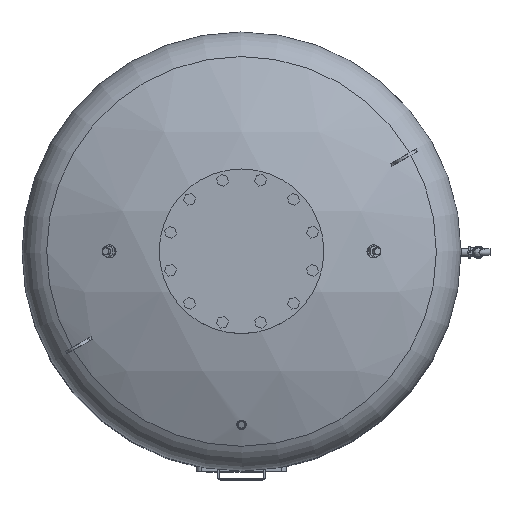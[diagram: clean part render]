
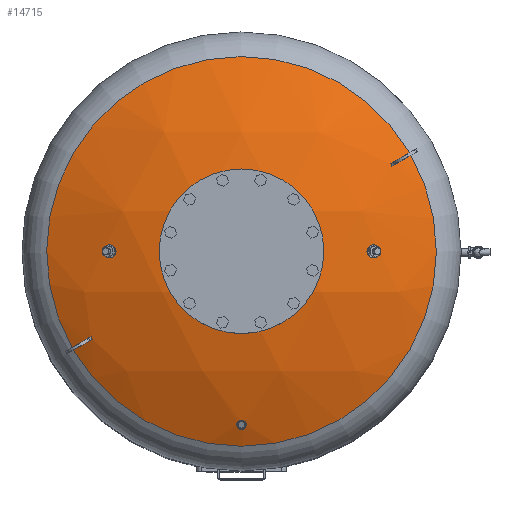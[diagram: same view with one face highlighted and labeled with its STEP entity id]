
A CAD part, top view. The second image highlights one B-rep face of the part: STEP entity #14715.
In plain terms, the highlighted spherical face has radius 1006 mm.
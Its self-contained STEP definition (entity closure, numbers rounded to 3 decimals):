
#40=SPHERICAL_SURFACE($,#15903,1006.);
#64=B_SPLINE_CURVE_WITH_KNOTS($,3,(#23247,#23248,#23249,#23250,#23251,#23252,
#23253,#23254,#23255,#23256,#23257,#23258,#23259,#23260,#23261,#23262,#23263,
#23264,#23265,#23266,#23267,#23268,#23269,#23270,#23271,#23272,#23273,#23274,
#23275,#23276,#23277,#23278,#23279,#23280,#23281,#23282,#23283,#23284,#23285,
#23286,#23287,#23288,#23289,#23290,#23291,#23292,#23293,#23294,#23295,#23296,
#23297,#23298,#23299,#23300,#23301,#23302,#23303,#23304,#23305,#23306,#23307,
#23308,#23309,#23310,#23311,#23312),.UNSPECIFIED.,.T.,.F.,(4,2,2,2,2,2,
2,2,2,2,2,2,2,2,2,2,2,2,2,2,2,2,2,2,2,2,2,2,2,2,2,2,4),(0.,1.998,
3.995,5.993,7.991,10.183,12.375,
14.566,16.758,18.949,21.139,23.33,
25.52,27.518,29.516,31.513,33.511,
35.508,37.506,39.503,41.501,43.692,
45.882,48.073,50.263,52.455,54.647,
56.839,59.03,61.028,63.026,65.024,
67.021),.UNSPECIFIED.);
#256=FACE_BOUND($,#2625,.T.);
#707=CIRCLE($,#15900,443.778);
#708=CIRCLE($,#15901,443.778);
#709=CIRCLE($,#15904,1005.996);
#710=CIRCLE($,#15905,1005.996);
#711=CIRCLE($,#15906,997.22);
#712=CIRCLE($,#15907,1005.996);
#713=CIRCLE($,#15908,1005.996);
#714=CIRCLE($,#15909,997.22);
#1608=FACE_OUTER_BOUND($,#2624,.T.);
#2624=EDGE_LOOP($,(#11713,#11714,#11715,#11716,#11717,#11718,#11719,#11720));
#2625=EDGE_LOOP($,(#11721));
#6929=VERTEX_POINT($,#23111);
#6932=VERTEX_POINT($,#23129);
#6933=VERTEX_POINT($,#23138);
#6936=VERTEX_POINT($,#23157);
#6938=VERTEX_POINT($,#23236);
#6939=VERTEX_POINT($,#23238);
#6940=VERTEX_POINT($,#23240);
#6941=VERTEX_POINT($,#23243);
#6942=VERTEX_POINT($,#23246);
#8654=EDGE_CURVE($,#6932,#6933,#707,.T.);
#8658=EDGE_CURVE($,#6936,#6929,#708,.T.);
#8660=EDGE_CURVE($,#6938,#6929,#709,.T.);
#8661=EDGE_CURVE($,#6936,#6939,#710,.T.);
#8662=EDGE_CURVE($,#6939,#6940,#711,.T.);
#8663=EDGE_CURVE($,#6940,#6933,#712,.T.);
#8664=EDGE_CURVE($,#6932,#6941,#713,.T.);
#8665=EDGE_CURVE($,#6941,#6938,#714,.T.);
#8666=EDGE_CURVE($,#6942,#6942,#64,.T.);
#11713=ORIENTED_EDGE($,*,*,#8660,.T.);
#11714=ORIENTED_EDGE($,*,*,#8658,.F.);
#11715=ORIENTED_EDGE($,*,*,#8661,.T.);
#11716=ORIENTED_EDGE($,*,*,#8662,.T.);
#11717=ORIENTED_EDGE($,*,*,#8663,.T.);
#11718=ORIENTED_EDGE($,*,*,#8654,.F.);
#11719=ORIENTED_EDGE($,*,*,#8664,.T.);
#11720=ORIENTED_EDGE($,*,*,#8665,.T.);
#11721=ORIENTED_EDGE($,*,*,#8666,.F.);
#14715=ADVANCED_FACE($,(#1608,#256),#40,.T.);
#15900=AXIS2_PLACEMENT_3D($,#23139,#18783,#18784);
#15901=AXIS2_PLACEMENT_3D($,#23166,#18785,#18786);
#15903=AXIS2_PLACEMENT_3D($,#23235,#18789,#18790);
#15904=AXIS2_PLACEMENT_3D($,#23237,#18791,#18792);
#15905=AXIS2_PLACEMENT_3D($,#23239,#18793,#18794);
#15906=AXIS2_PLACEMENT_3D($,#23241,#18795,#18796);
#15907=AXIS2_PLACEMENT_3D($,#23242,#18797,#18798);
#15908=AXIS2_PLACEMENT_3D($,#23244,#18799,#18800);
#15909=AXIS2_PLACEMENT_3D($,#23245,#18801,#18802);
#18783=DIRECTION('center_axis',(0.,0.,
-1.));
#18784=DIRECTION('ref_axis',(1.,0.,0.));
#18785=DIRECTION('center_axis',(0.,0.,
-1.));
#18786=DIRECTION('ref_axis',(1.,0.,0.));
#18789=DIRECTION('center_axis',(0.,-1.,0.));
#18790=DIRECTION('ref_axis',(-1.,0.,0.));
#18791=DIRECTION('center_axis',(0.5,-0.866,0.));
#18792=DIRECTION('ref_axis',(0.,0.,1.));
#18793=DIRECTION('center_axis',(0.5,-0.866,0.));
#18794=DIRECTION('ref_axis',(0.,0.,1.));
#18795=DIRECTION('center_axis',(-0.835,-0.482,0.267));
#18796=DIRECTION('ref_axis',(0.,0.485,0.875));
#18797=DIRECTION('center_axis',(-0.5,0.866,0.));
#18798=DIRECTION('ref_axis',(0.,0.,-1.));
#18799=DIRECTION('center_axis',(-0.5,0.866,0.));
#18800=DIRECTION('ref_axis',(0.,0.,-1.));
#18801=DIRECTION('center_axis',(0.835,0.482,0.267));
#18802=DIRECTION('ref_axis',(0.,0.485,-0.875));
#23111=CARTESIAN_POINT('',(-382.814,-224.482,1866.827));
#23129=CARTESIAN_POINT('',(-385.814,-219.286,1866.827));
#23138=CARTESIAN_POINT('',(382.814,224.482,1866.827));
#23139=CARTESIAN_POINT('Origin',(0.,0.,
1866.827));
#23157=CARTESIAN_POINT('',(385.814,219.286,1866.827));
#23166=CARTESIAN_POINT('Origin',(0.,0.,
1866.827));
#23235=CARTESIAN_POINT('Origin',(0.,0.,
964.));
#23236=CARTESIAN_POINT('',(-339.752,-199.62,1889.611));
#23237=CARTESIAN_POINT('Origin',(1.5,-2.598,964.));
#23238=CARTESIAN_POINT('',(342.752,194.424,1889.611));
#23239=CARTESIAN_POINT('Origin',(1.5,-2.598,964.));
#23240=CARTESIAN_POINT('',(339.752,199.62,1889.611));
#23241=CARTESIAN_POINT('Origin',(110.683,63.903,928.593));
#23242=CARTESIAN_POINT('Origin',(-1.5,2.598,964.));
#23243=CARTESIAN_POINT('',(-342.752,-194.424,1889.611));
#23244=CARTESIAN_POINT('Origin',(-1.5,2.598,964.));
#23245=CARTESIAN_POINT('Origin',(-110.683,-63.903,928.593));
#23246=CARTESIAN_POINT('',(0.,-405.65,1884.589));
#23247=CARTESIAN_POINT('Ctrl Pts',(0.,-405.65,1884.589));
#23248=CARTESIAN_POINT('Ctrl Pts',(0.666,-405.65,1884.589));
#23249=CARTESIAN_POINT('Ctrl Pts',(1.353,-405.586,1884.616));
#23250=CARTESIAN_POINT('Ctrl Pts',(2.714,-405.322,1884.73));
#23251=CARTESIAN_POINT('Ctrl Pts',(3.388,-405.121,1884.816));
#23252=CARTESIAN_POINT('Ctrl Pts',(4.677,-404.593,1885.042));
#23253=CARTESIAN_POINT('Ctrl Pts',(5.293,-404.267,1885.182));
#23254=CARTESIAN_POINT('Ctrl Pts',(6.428,-403.519,1885.503));
#23255=CARTESIAN_POINT('Ctrl Pts',(6.947,-403.098,1885.683));
#23256=CARTESIAN_POINT('Ctrl Pts',(7.909,-402.167,1886.082));
#23257=CARTESIAN_POINT('Ctrl Pts',(8.375,-401.618,1886.317));
#23258=CARTESIAN_POINT('Ctrl Pts',(9.192,-400.427,1886.827));
#23259=CARTESIAN_POINT('Ctrl Pts',(9.542,-399.785,1887.102));
#23260=CARTESIAN_POINT('Ctrl Pts',(10.101,-398.451,1887.673));
#23261=CARTESIAN_POINT('Ctrl Pts',(10.311,-397.758,1887.969));
#23262=CARTESIAN_POINT('Ctrl Pts',(10.585,-396.368,1888.563));
#23263=CARTESIAN_POINT('Ctrl Pts',(10.65,-395.672,1888.86));
#23264=CARTESIAN_POINT('Ctrl Pts',(10.65,-394.328,1889.434));
#23265=CARTESIAN_POINT('Ctrl Pts',(10.586,-393.632,1889.731));
#23266=CARTESIAN_POINT('Ctrl Pts',(10.311,-392.243,1890.324));
#23267=CARTESIAN_POINT('Ctrl Pts',(10.102,-391.55,1890.619));
#23268=CARTESIAN_POINT('Ctrl Pts',(9.542,-390.216,1891.188));
#23269=CARTESIAN_POINT('Ctrl Pts',(9.193,-389.574,1891.461));
#23270=CARTESIAN_POINT('Ctrl Pts',(8.376,-388.383,1891.968));
#23271=CARTESIAN_POINT('Ctrl Pts',(7.91,-387.834,1892.202));
#23272=CARTESIAN_POINT('Ctrl Pts',(6.948,-386.903,1892.598));
#23273=CARTESIAN_POINT('Ctrl Pts',(6.428,-386.482,1892.777));
#23274=CARTESIAN_POINT('Ctrl Pts',(5.293,-385.734,1893.095));
#23275=CARTESIAN_POINT('Ctrl Pts',(4.677,-385.407,1893.234));
#23276=CARTESIAN_POINT('Ctrl Pts',(3.388,-384.879,1893.458));
#23277=CARTESIAN_POINT('Ctrl Pts',(2.714,-384.678,1893.544));
#23278=CARTESIAN_POINT('Ctrl Pts',(1.352,-384.413,1893.656));
#23279=CARTESIAN_POINT('Ctrl Pts',(0.666,-384.35,1893.683));
#23280=CARTESIAN_POINT('Ctrl Pts',(-0.666,-384.35,1893.683));
#23281=CARTESIAN_POINT('Ctrl Pts',(-1.352,-384.413,
1893.656));
#23282=CARTESIAN_POINT('Ctrl Pts',(-2.714,-384.678,
1893.544));
#23283=CARTESIAN_POINT('Ctrl Pts',(-3.388,-384.879,
1893.458));
#23284=CARTESIAN_POINT('Ctrl Pts',(-4.677,-385.407,
1893.234));
#23285=CARTESIAN_POINT('Ctrl Pts',(-5.293,-385.734,
1893.095));
#23286=CARTESIAN_POINT('Ctrl Pts',(-6.428,-386.482,
1892.777));
#23287=CARTESIAN_POINT('Ctrl Pts',(-6.948,-386.903,
1892.598));
#23288=CARTESIAN_POINT('Ctrl Pts',(-7.91,-387.834,
1892.202));
#23289=CARTESIAN_POINT('Ctrl Pts',(-8.376,-388.383,
1891.968));
#23290=CARTESIAN_POINT('Ctrl Pts',(-9.193,-389.574,
1891.461));
#23291=CARTESIAN_POINT('Ctrl Pts',(-9.542,-390.216,1891.188));
#23292=CARTESIAN_POINT('Ctrl Pts',(-10.102,-391.55,
1890.619));
#23293=CARTESIAN_POINT('Ctrl Pts',(-10.311,-392.243,1890.324));
#23294=CARTESIAN_POINT('Ctrl Pts',(-10.586,-393.632,
1889.731));
#23295=CARTESIAN_POINT('Ctrl Pts',(-10.65,-394.328,1889.434));
#23296=CARTESIAN_POINT('Ctrl Pts',(-10.65,-395.672,1888.86));
#23297=CARTESIAN_POINT('Ctrl Pts',(-10.585,-396.368,1888.563));
#23298=CARTESIAN_POINT('Ctrl Pts',(-10.311,-397.758,1887.969));
#23299=CARTESIAN_POINT('Ctrl Pts',(-10.101,-398.451,
1887.673));
#23300=CARTESIAN_POINT('Ctrl Pts',(-9.542,-399.785,
1887.102));
#23301=CARTESIAN_POINT('Ctrl Pts',(-9.192,-400.427,1886.827));
#23302=CARTESIAN_POINT('Ctrl Pts',(-8.375,-401.618,
1886.317));
#23303=CARTESIAN_POINT('Ctrl Pts',(-7.909,-402.167,
1886.082));
#23304=CARTESIAN_POINT('Ctrl Pts',(-6.947,-403.098,
1885.683));
#23305=CARTESIAN_POINT('Ctrl Pts',(-6.428,-403.519,
1885.503));
#23306=CARTESIAN_POINT('Ctrl Pts',(-5.293,-404.267,
1885.182));
#23307=CARTESIAN_POINT('Ctrl Pts',(-4.677,-404.593,
1885.042));
#23308=CARTESIAN_POINT('Ctrl Pts',(-3.388,-405.121,1884.816));
#23309=CARTESIAN_POINT('Ctrl Pts',(-2.714,-405.322,
1884.73));
#23310=CARTESIAN_POINT('Ctrl Pts',(-1.353,-405.586,
1884.616));
#23311=CARTESIAN_POINT('Ctrl Pts',(-0.666,-405.65,1884.589));
#23312=CARTESIAN_POINT('Ctrl Pts',(0.,-405.65,1884.589));
